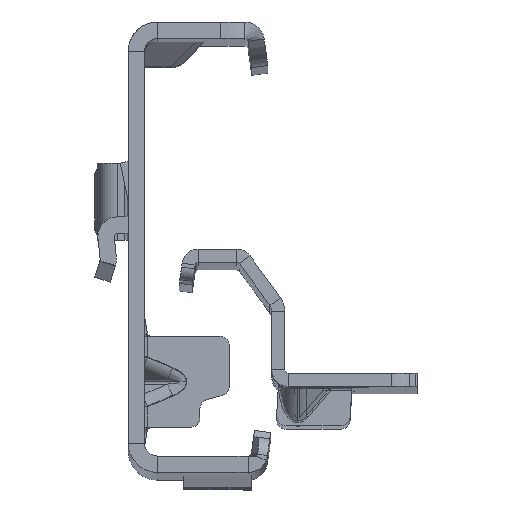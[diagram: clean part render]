
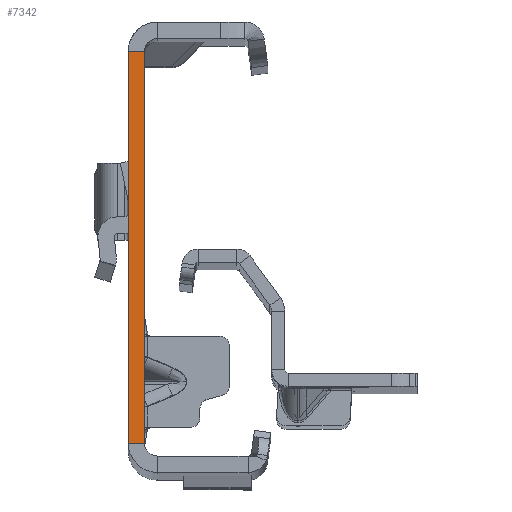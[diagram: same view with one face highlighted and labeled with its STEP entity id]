
A CAD part, top view. The second image highlights one B-rep face of the part: STEP entity #7342.
In plain terms, the highlighted planar face has unit normal (0, 0, 1).
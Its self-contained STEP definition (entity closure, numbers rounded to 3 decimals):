
#31 = VERTEX_POINT ( 'NONE', #7109 ) ;
#213 = ORIENTED_EDGE ( 'NONE', *, *, #11420, .T. ) ;
#504 = PLANE ( 'NONE',  #12124 ) ;
#896 = ORIENTED_EDGE ( 'NONE', *, *, #4790, .T. ) ;
#999 = EDGE_LOOP ( 'NONE', ( #5529, #213, #896, #9584 ) ) ;
#1798 = DIRECTION ( 'NONE',  ( 0., 0., 1. ) ) ;
#1939 = VERTEX_POINT ( 'NONE', #10580 ) ;
#2114 = CARTESIAN_POINT ( 'NONE',  ( -2.5, 30., 0. ) ) ;
#3190 = VECTOR ( 'NONE', #11114, 1000. ) ;
#3711 = LINE ( 'NONE', #5061, #8252 ) ;
#3998 = EDGE_CURVE ( 'NONE', #31, #7415, #3711, .T. ) ;
#4202 = VECTOR ( 'NONE', #7569, 1000. ) ;
#4241 = LINE ( 'NONE', #9790, #9797 ) ;
#4790 = EDGE_CURVE ( 'NONE', #14500, #1939, #10633, .T. ) ;
#5061 = CARTESIAN_POINT ( 'NONE',  ( 0., -32., 0. ) ) ;
#5529 = ORIENTED_EDGE ( 'NONE', *, *, #3998, .F. ) ;
#7074 = CARTESIAN_POINT ( 'NONE',  ( -2.5, -32., 0. ) ) ;
#7109 = CARTESIAN_POINT ( 'NONE',  ( 0., 30., 0. ) ) ;
#7342 = ADVANCED_FACE ( 'NONE', ( #11248 ), #504, .T. ) ;
#7415 = VERTEX_POINT ( 'NONE', #11620 ) ;
#7569 = DIRECTION ( 'NONE',  ( 0., -1., 0. ) ) ;
#8252 = VECTOR ( 'NONE', #11994, 1000. ) ;
#9584 = ORIENTED_EDGE ( 'NONE', *, *, #13411, .F. ) ;
#9790 = CARTESIAN_POINT ( 'NONE',  ( 0., 30., 0. ) ) ;
#9797 = VECTOR ( 'NONE', #12801, 1000. ) ;
#10580 = CARTESIAN_POINT ( 'NONE',  ( -2.5, -30., 0. ) ) ;
#10633 = LINE ( 'NONE', #15847, #4202 ) ;
#10834 = CARTESIAN_POINT ( 'NONE',  ( 0., -30., 0. ) ) ;
#11114 = DIRECTION ( 'NONE',  ( -1., 0., 0. ) ) ;
#11248 = FACE_OUTER_BOUND ( 'NONE', #999, .T. ) ;
#11420 = EDGE_CURVE ( 'NONE', #31, #14500, #4241, .T. ) ;
#11620 = CARTESIAN_POINT ( 'NONE',  ( 0., -30., 0. ) ) ;
#11994 = DIRECTION ( 'NONE',  ( 0., -1., 0. ) ) ;
#12124 = AXIS2_PLACEMENT_3D ( 'NONE', #7074, #1798, #15727 ) ;
#12801 = DIRECTION ( 'NONE',  ( -1., 0., 0. ) ) ;
#13411 = EDGE_CURVE ( 'NONE', #7415, #1939, #15126, .T. ) ;
#14500 = VERTEX_POINT ( 'NONE', #2114 ) ;
#15126 = LINE ( 'NONE', #10834, #3190 ) ;
#15727 = DIRECTION ( 'NONE',  ( 1., 0., 0. ) ) ;
#15847 = CARTESIAN_POINT ( 'NONE',  ( -2.5, -32., 0. ) ) ;
